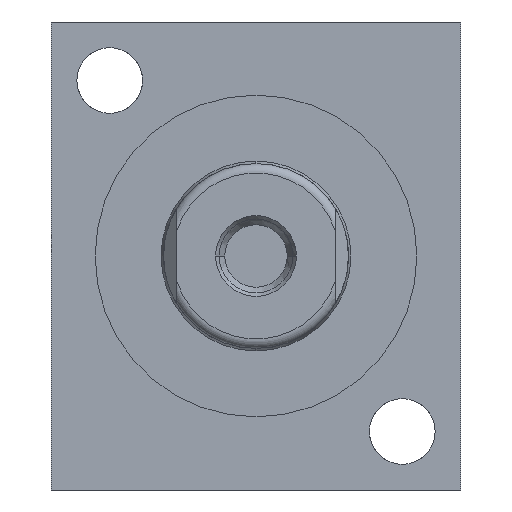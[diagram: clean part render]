
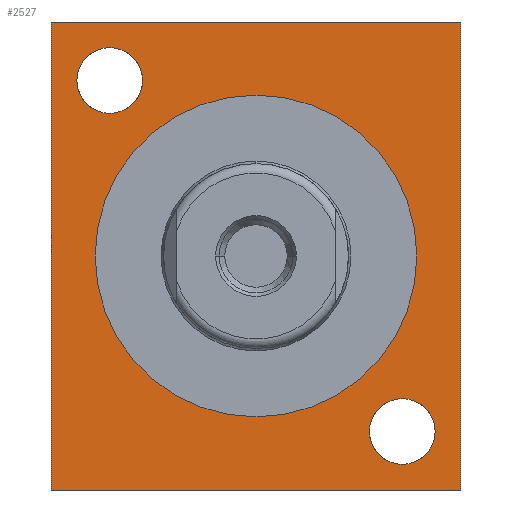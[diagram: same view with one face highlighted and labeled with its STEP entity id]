
A CAD part, left-side view. The second image highlights one B-rep face of the part: STEP entity #2527.
In plain terms, the highlighted planar face has unit normal (-1, 0, 0).
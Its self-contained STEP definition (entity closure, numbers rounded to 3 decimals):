
#495=DIRECTION('',(0.,-1.,0.));
#496=VECTOR('',#495,44.45);
#497=CARTESIAN_POINT('',(0.,22.225,25.4));
#498=LINE('',#497,#496);
#502=DIRECTION('',(0.,0.,-1.));
#503=VECTOR('',#502,50.8);
#504=CARTESIAN_POINT('',(0.,-22.225,25.4));
#505=LINE('',#504,#503);
#509=DIRECTION('',(0.,1.,0.));
#510=VECTOR('',#509,44.45);
#511=CARTESIAN_POINT('',(0.,-22.225,-25.4));
#512=LINE('',#511,#510);
#516=DIRECTION('',(0.,0.,1.));
#517=VECTOR('',#516,50.8);
#518=CARTESIAN_POINT('',(0.,22.225,-25.4));
#519=LINE('',#518,#517);
#523=CARTESIAN_POINT('',(0.,15.875,19.05));
#524=DIRECTION('',(1.,0.,0.));
#525=DIRECTION('',(0.,1.,0.));
#526=AXIS2_PLACEMENT_3D('',#523,#524,#525);
#531=CARTESIAN_POINT('',(0.,15.875,19.05));
#532=DIRECTION('',(1.,0.,0.));
#533=DIRECTION('',(0.,-1.,0.));
#534=AXIS2_PLACEMENT_3D('',#531,#532,#533);
#539=CARTESIAN_POINT('',(0.,-15.875,-19.05));
#540=DIRECTION('',(1.,0.,0.));
#541=DIRECTION('',(0.,1.,0.));
#542=AXIS2_PLACEMENT_3D('',#539,#540,#541);
#547=CARTESIAN_POINT('',(0.,-15.875,-19.05));
#548=DIRECTION('',(1.,0.,0.));
#549=DIRECTION('',(0.,-1.,0.));
#550=AXIS2_PLACEMENT_3D('',#547,#548,#549);
#555=CARTESIAN_POINT('',(0.,0.,0.));
#556=DIRECTION('',(-1.,0.,0.));
#557=DIRECTION('',(0.,1.,0.));
#558=AXIS2_PLACEMENT_3D('',#555,#556,#557);
#563=CARTESIAN_POINT('',(0.,0.,0.));
#564=DIRECTION('',(-1.,0.,0.));
#565=DIRECTION('',(0.,-1.,0.));
#566=AXIS2_PLACEMENT_3D('',#563,#564,#565);
#1768=CARTESIAN_POINT('',(0.,22.225,25.4));
#1769=CARTESIAN_POINT('',(0.,-22.225,25.4));
#1770=VERTEX_POINT('',#1768);
#1771=VERTEX_POINT('',#1769);
#1772=CARTESIAN_POINT('',(0.,-22.225,-25.4));
#1773=VERTEX_POINT('',#1772);
#1774=CARTESIAN_POINT('',(0.,22.225,-25.4));
#1775=VERTEX_POINT('',#1774);
#1784=CARTESIAN_POINT('',(0.,19.444,19.05));
#1785=CARTESIAN_POINT('',(0.,12.307,19.05));
#1786=VERTEX_POINT('',#1784);
#1787=VERTEX_POINT('',#1785);
#1904=CARTESIAN_POINT('',(0.,-12.307,-19.05));
#1905=CARTESIAN_POINT('',(0.,-19.444,-19.05));
#1906=VERTEX_POINT('',#1904);
#1907=VERTEX_POINT('',#1905);
#1916=CARTESIAN_POINT('',(0.,17.463,0.));
#1917=CARTESIAN_POINT('',(0.,-17.463,0.));
#1918=VERTEX_POINT('',#1916);
#1919=VERTEX_POINT('',#1917);
#2495=CARTESIAN_POINT('',(0.,0.,0.));
#2496=DIRECTION('',(1.,0.,0.));
#2497=DIRECTION('',(0.,0.,-1.));
#2498=AXIS2_PLACEMENT_3D('',#2495,#2496,#2497);
#2499=PLANE('',#2498);
#2501=ORIENTED_EDGE('',*,*,#2500,.T.);
#2503=ORIENTED_EDGE('',*,*,#2502,.T.);
#2505=ORIENTED_EDGE('',*,*,#2504,.T.);
#2507=ORIENTED_EDGE('',*,*,#2506,.T.);
#2508=EDGE_LOOP('',(#2501,#2503,#2505,#2507));
#2509=FACE_OUTER_BOUND('',#2508,.F.);
#2511=ORIENTED_EDGE('',*,*,#2510,.F.);
#2513=ORIENTED_EDGE('',*,*,#2512,.F.);
#2514=EDGE_LOOP('',(#2511,#2513));
#2515=FACE_BOUND('',#2514,.F.);
#2517=ORIENTED_EDGE('',*,*,#2516,.F.);
#2519=ORIENTED_EDGE('',*,*,#2518,.F.);
#2520=EDGE_LOOP('',(#2517,#2519));
#2521=FACE_BOUND('',#2520,.F.);
#2522=ORIENTED_EDGE('',*,*,#2485,.T.);
#2524=ORIENTED_EDGE('',*,*,#2523,.T.);
#2525=EDGE_LOOP('',(#2522,#2524));
#2526=FACE_BOUND('',#2525,.F.);
#2527=ADVANCED_FACE('',(#2509,#2515,#2521,#2526),#2499,.F.);
#527=CIRCLE('',#526,3.569);
#535=CIRCLE('',#534,3.569);
#543=CIRCLE('',#542,3.569);
#551=CIRCLE('',#550,3.569);
#559=CIRCLE('',#558,17.463);
#567=CIRCLE('',#566,17.463);
#2485=EDGE_CURVE('',#1918,#1919,#559,.T.);
#2500=EDGE_CURVE('',#1770,#1771,#498,.T.);
#2502=EDGE_CURVE('',#1771,#1773,#505,.T.);
#2504=EDGE_CURVE('',#1773,#1775,#512,.T.);
#2506=EDGE_CURVE('',#1775,#1770,#519,.T.);
#2510=EDGE_CURVE('',#1786,#1787,#527,.T.);
#2512=EDGE_CURVE('',#1787,#1786,#535,.T.);
#2516=EDGE_CURVE('',#1906,#1907,#543,.T.);
#2518=EDGE_CURVE('',#1907,#1906,#551,.T.);
#2523=EDGE_CURVE('',#1919,#1918,#567,.T.);
